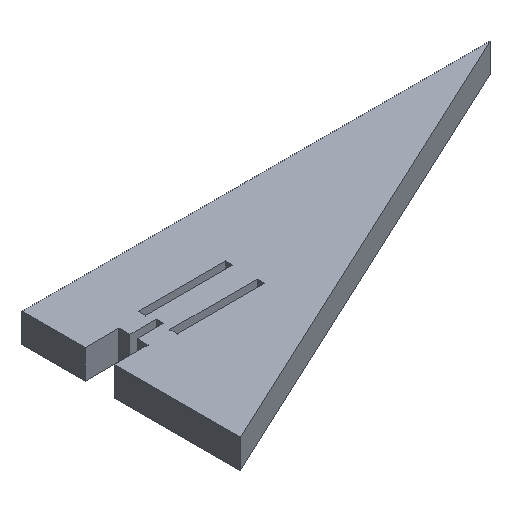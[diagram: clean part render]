
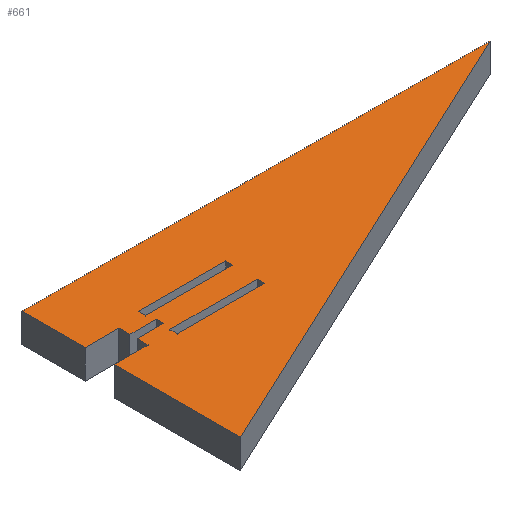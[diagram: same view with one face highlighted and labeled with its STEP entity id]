
A CAD part, isometric view. The second image highlights one B-rep face of the part: STEP entity #661.
In plain terms, the highlighted planar face has unit normal (0, 0, 1).
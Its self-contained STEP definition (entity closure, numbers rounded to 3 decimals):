
#42=CARTESIAN_POINT('Vertex',(183.,16.,6.)) ;
#56=CARTESIAN_POINT('Vertex',(279.503,61.,6.)) ;
#59=CARTESIAN_POINT('Line Origine',(231.251,38.5,6.)) ;
#87=CARTESIAN_POINT('Vertex',(183.,61.,6.)) ;
#90=CARTESIAN_POINT('Line Origine',(231.251,61.,6.)) ;
#118=CARTESIAN_POINT('Vertex',(183.,48.,6.)) ;
#121=CARTESIAN_POINT('Line Origine',(183.,54.5,6.)) ;
#149=CARTESIAN_POINT('Vertex',(190.,48.,6.)) ;
#152=CARTESIAN_POINT('Line Origine',(186.5,48.,6.)) ;
#180=CARTESIAN_POINT('Vertex',(190.,45.75,6.)) ;
#183=CARTESIAN_POINT('Line Origine',(190.,46.875,6.)) ;
#211=CARTESIAN_POINT('Vertex',(195.5,45.75,6.)) ;
#214=CARTESIAN_POINT('Line Origine',(192.75,45.75,6.)) ;
#242=CARTESIAN_POINT('Vertex',(195.5,44.25,6.)) ;
#245=CARTESIAN_POINT('Line Origine',(195.5,45.,6.)) ;
#273=CARTESIAN_POINT('Vertex',(190.,44.25,6.)) ;
#276=CARTESIAN_POINT('Line Origine',(192.75,44.25,6.)) ;
#299=CARTESIAN_POINT('Vertex',(190.,42.,6.)) ;
#302=CARTESIAN_POINT('Line Origine',(190.,43.125,6.)) ;
#330=CARTESIAN_POINT('Vertex',(183.,42.,6.)) ;
#333=CARTESIAN_POINT('Line Origine',(186.5,42.,6.)) ;
#350=CARTESIAN_POINT('Line Origine',(183.,29.,6.)) ;
#367=CARTESIAN_POINT('Line Origine',(204.,42.5,6.)) ;
#371=CARTESIAN_POINT('Vertex',(213.,42.5,6.)) ;
#373=CARTESIAN_POINT('Vertex',(195.,42.5,6.)) ;
#407=CARTESIAN_POINT('Line Origine',(213.,41.75,6.)) ;
#411=CARTESIAN_POINT('Vertex',(213.,41.,6.)) ;
#438=CARTESIAN_POINT('Line Origine',(204.,41.,6.)) ;
#442=CARTESIAN_POINT('Vertex',(195.,41.,6.)) ;
#469=CARTESIAN_POINT('Line Origine',(195.,41.75,6.)) ;
#491=CARTESIAN_POINT('Line Origine',(204.,49.,6.)) ;
#495=CARTESIAN_POINT('Vertex',(213.,49.,6.)) ;
#497=CARTESIAN_POINT('Vertex',(195.,49.,6.)) ;
#526=CARTESIAN_POINT('Line Origine',(213.,48.25,6.)) ;
#530=CARTESIAN_POINT('Vertex',(213.,47.5,6.)) ;
#557=CARTESIAN_POINT('Line Origine',(204.,47.5,6.)) ;
#561=CARTESIAN_POINT('Vertex',(195.,47.5,6.)) ;
#583=CARTESIAN_POINT('Line Origine',(195.,48.25,6.)) ;
#631=CARTESIAN_POINT('Axis2P3D Location',(0.,0.,6.)) ;
#61=VECTOR('Line Direction',#60,1.) ;
#92=VECTOR('Line Direction',#91,1.) ;
#123=VECTOR('Line Direction',#122,1.) ;
#154=VECTOR('Line Direction',#153,1.) ;
#185=VECTOR('Line Direction',#184,1.) ;
#216=VECTOR('Line Direction',#215,1.) ;
#247=VECTOR('Line Direction',#246,1.) ;
#278=VECTOR('Line Direction',#277,1.) ;
#304=VECTOR('Line Direction',#303,1.) ;
#335=VECTOR('Line Direction',#334,1.) ;
#352=VECTOR('Line Direction',#351,1.) ;
#369=VECTOR('Line Direction',#368,1.) ;
#409=VECTOR('Line Direction',#408,1.) ;
#440=VECTOR('Line Direction',#439,1.) ;
#471=VECTOR('Line Direction',#470,1.) ;
#493=VECTOR('Line Direction',#492,1.) ;
#528=VECTOR('Line Direction',#527,1.) ;
#559=VECTOR('Line Direction',#558,1.) ;
#585=VECTOR('Line Direction',#584,1.) ;
#60=DIRECTION('Vector Direction',(0.906,0.423,0.)) ;
#91=DIRECTION('Vector Direction',(1.,0.,0.)) ;
#122=DIRECTION('Vector Direction',(0.,-1.,0.)) ;
#153=DIRECTION('Vector Direction',(1.,0.,0.)) ;
#184=DIRECTION('Vector Direction',(0.,-1.,0.)) ;
#215=DIRECTION('Vector Direction',(1.,0.,0.)) ;
#246=DIRECTION('Vector Direction',(0.,-1.,0.)) ;
#277=DIRECTION('Vector Direction',(-1.,0.,0.)) ;
#303=DIRECTION('Vector Direction',(0.,-1.,0.)) ;
#334=DIRECTION('Vector Direction',(-1.,0.,0.)) ;
#351=DIRECTION('Vector Direction',(0.,-1.,0.)) ;
#368=DIRECTION('Vector Direction',(1.,0.,0.)) ;
#408=DIRECTION('Vector Direction',(0.,1.,0.)) ;
#439=DIRECTION('Vector Direction',(-1.,0.,0.)) ;
#470=DIRECTION('Vector Direction',(0.,-1.,0.)) ;
#492=DIRECTION('Vector Direction',(1.,0.,0.)) ;
#527=DIRECTION('Vector Direction',(0.,1.,0.)) ;
#558=DIRECTION('Vector Direction',(-1.,0.,0.)) ;
#584=DIRECTION('Vector Direction',(0.,-1.,0.)) ;
#632=DIRECTION('Axis2P3D Direction',(0.,0.,1.)) ;
#633=DIRECTION('Axis2P3D XDirection',(1.,0.,0.)) ;
#634=AXIS2_PLACEMENT_3D('Plane Axis2P3D',#631,#632,#633) ;
#62=LINE('Line',#59,#61) ;
#93=LINE('Line',#90,#92) ;
#124=LINE('Line',#121,#123) ;
#155=LINE('Line',#152,#154) ;
#186=LINE('Line',#183,#185) ;
#217=LINE('Line',#214,#216) ;
#248=LINE('Line',#245,#247) ;
#279=LINE('Line',#276,#278) ;
#305=LINE('Line',#302,#304) ;
#336=LINE('Line',#333,#335) ;
#353=LINE('Line',#350,#352) ;
#370=LINE('Line',#367,#369) ;
#410=LINE('Line',#407,#409) ;
#441=LINE('Line',#438,#440) ;
#472=LINE('Line',#469,#471) ;
#494=LINE('Line',#491,#493) ;
#529=LINE('Line',#526,#528) ;
#560=LINE('Line',#557,#559) ;
#586=LINE('Line',#583,#585) ;
#635=PLANE('',#634) ;
#654=FACE_BOUND('',#649,.T.) ;
#660=FACE_BOUND('',#655,.T.) ;
#63=EDGE_CURVE('',#43,#57,#62,.T.) ;
#94=EDGE_CURVE('',#57,#88,#93,.F.) ;
#125=EDGE_CURVE('',#88,#119,#124,.T.) ;
#156=EDGE_CURVE('',#119,#150,#155,.T.) ;
#187=EDGE_CURVE('',#150,#181,#186,.T.) ;
#218=EDGE_CURVE('',#181,#212,#217,.T.) ;
#249=EDGE_CURVE('',#212,#243,#248,.T.) ;
#280=EDGE_CURVE('',#243,#274,#279,.T.) ;
#306=EDGE_CURVE('',#274,#300,#305,.T.) ;
#337=EDGE_CURVE('',#300,#331,#336,.T.) ;
#354=EDGE_CURVE('',#331,#43,#353,.T.) ;
#375=EDGE_CURVE('',#372,#374,#370,.F.) ;
#413=EDGE_CURVE('',#412,#372,#410,.T.) ;
#444=EDGE_CURVE('',#443,#412,#441,.F.) ;
#473=EDGE_CURVE('',#374,#443,#472,.T.) ;
#499=EDGE_CURVE('',#496,#498,#494,.F.) ;
#532=EDGE_CURVE('',#531,#496,#529,.T.) ;
#563=EDGE_CURVE('',#562,#531,#560,.F.) ;
#587=EDGE_CURVE('',#498,#562,#586,.T.) ;
#637=ORIENTED_EDGE('',*,*,#63,.T.) ;
#638=ORIENTED_EDGE('',*,*,#94,.T.) ;
#639=ORIENTED_EDGE('',*,*,#125,.T.) ;
#640=ORIENTED_EDGE('',*,*,#156,.T.) ;
#641=ORIENTED_EDGE('',*,*,#187,.T.) ;
#642=ORIENTED_EDGE('',*,*,#218,.T.) ;
#643=ORIENTED_EDGE('',*,*,#249,.T.) ;
#644=ORIENTED_EDGE('',*,*,#280,.T.) ;
#645=ORIENTED_EDGE('',*,*,#306,.T.) ;
#646=ORIENTED_EDGE('',*,*,#337,.T.) ;
#647=ORIENTED_EDGE('',*,*,#354,.T.) ;
#650=ORIENTED_EDGE('',*,*,#375,.F.) ;
#651=ORIENTED_EDGE('',*,*,#413,.F.) ;
#652=ORIENTED_EDGE('',*,*,#444,.F.) ;
#653=ORIENTED_EDGE('',*,*,#473,.F.) ;
#656=ORIENTED_EDGE('',*,*,#499,.F.) ;
#657=ORIENTED_EDGE('',*,*,#532,.F.) ;
#658=ORIENTED_EDGE('',*,*,#563,.F.) ;
#659=ORIENTED_EDGE('',*,*,#587,.F.) ;
#636=EDGE_LOOP('',(#637,#638,#639,#640,#641,#642,#643,#644,#645,#646,#647)) ;
#649=EDGE_LOOP('',(#650,#651,#652,#653)) ;
#655=EDGE_LOOP('',(#656,#657,#658,#659)) ;
#43=VERTEX_POINT('',#42) ;
#57=VERTEX_POINT('',#56) ;
#88=VERTEX_POINT('',#87) ;
#119=VERTEX_POINT('',#118) ;
#150=VERTEX_POINT('',#149) ;
#181=VERTEX_POINT('',#180) ;
#212=VERTEX_POINT('',#211) ;
#243=VERTEX_POINT('',#242) ;
#274=VERTEX_POINT('',#273) ;
#300=VERTEX_POINT('',#299) ;
#331=VERTEX_POINT('',#330) ;
#372=VERTEX_POINT('',#371) ;
#374=VERTEX_POINT('',#373) ;
#412=VERTEX_POINT('',#411) ;
#443=VERTEX_POINT('',#442) ;
#496=VERTEX_POINT('',#495) ;
#498=VERTEX_POINT('',#497) ;
#531=VERTEX_POINT('',#530) ;
#562=VERTEX_POINT('',#561) ;
#661=ADVANCED_FACE('PartBody',(#648,#654,#660),#635,.T.) ;
#648=FACE_OUTER_BOUND('',#636,.T.) ;
